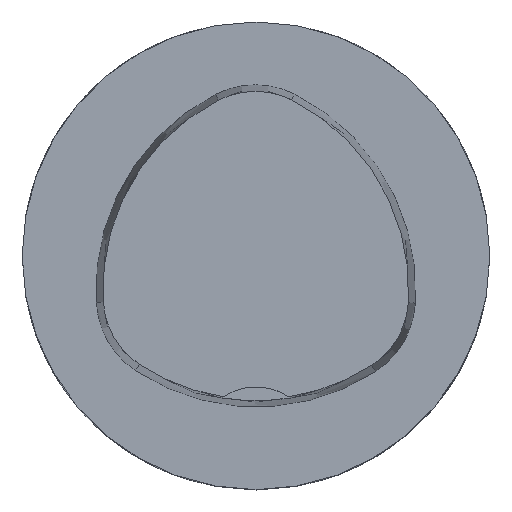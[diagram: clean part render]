
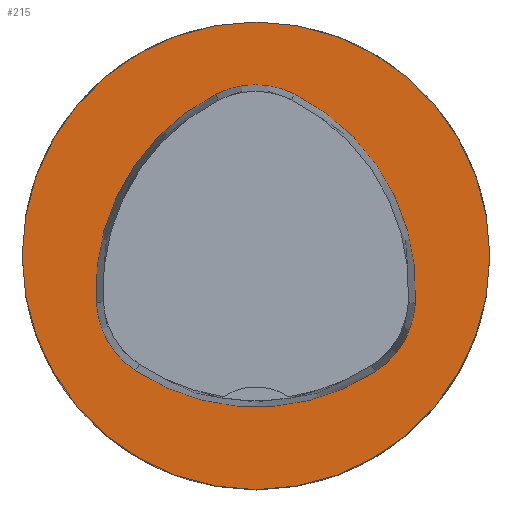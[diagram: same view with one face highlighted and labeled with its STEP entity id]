
A CAD part, top view. The second image highlights one B-rep face of the part: STEP entity #215.
In plain terms, the highlighted planar face has unit normal (0, 0, 1).
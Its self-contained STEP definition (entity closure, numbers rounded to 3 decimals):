
#215=ADVANCED_FACE('',(#424,#425),#258,.T.);
#258=PLANE('',#1222);
#424=FACE_BOUND('',#480,.T.);
#425=FACE_BOUND('',#481,.T.);
#480=EDGE_LOOP('',(#677,#678,#679,#680,#681,#682));
#481=EDGE_LOOP('',(#683));
#677=ORIENTED_EDGE('',*,*,#987,.T.);
#678=ORIENTED_EDGE('',*,*,#967,.T.);
#679=ORIENTED_EDGE('',*,*,#971,.T.);
#680=ORIENTED_EDGE('',*,*,#974,.T.);
#681=ORIENTED_EDGE('',*,*,#977,.T.);
#682=ORIENTED_EDGE('',*,*,#985,.T.);
#683=ORIENTED_EDGE('',*,*,#958,.F.);
#850=VERTEX_POINT('',#1906);
#859=VERTEX_POINT('',#1925);
#860=VERTEX_POINT('',#1926);
#863=VERTEX_POINT('',#1934);
#865=VERTEX_POINT('',#1940);
#867=VERTEX_POINT('',#1946);
#874=VERTEX_POINT('',#1967);
#958=EDGE_CURVE('',#850,#850,#1039,.T.);
#967=EDGE_CURVE('',#859,#860,#1040,.T.);
#971=EDGE_CURVE('',#860,#863,#1042,.T.);
#974=EDGE_CURVE('',#863,#865,#1044,.T.);
#977=EDGE_CURVE('',#865,#867,#1046,.T.);
#985=EDGE_CURVE('',#867,#874,#1050,.T.);
#987=EDGE_CURVE('',#874,#859,#1052,.T.);
#1039=CIRCLE('',#1194,16.);
#1040=CIRCLE('',#1200,15.);
#1042=CIRCLE('',#1203,6.);
#1044=CIRCLE('',#1206,15.);
#1046=CIRCLE('',#1209,6.);
#1050=CIRCLE('',#1214,15.);
#1052=CIRCLE('',#1217,6.);
#1194=AXIS2_PLACEMENT_3D('',#1905,#1418,#1419);
#1200=AXIS2_PLACEMENT_3D('',#1924,#1434,#1435);
#1203=AXIS2_PLACEMENT_3D('',#1933,#1442,#1443);
#1206=AXIS2_PLACEMENT_3D('',#1939,#1449,#1450);
#1209=AXIS2_PLACEMENT_3D('',#1945,#1456,#1457);
#1214=AXIS2_PLACEMENT_3D('',#1968,#1468,#1469);
#1217=AXIS2_PLACEMENT_3D('',#1971,#1474,#1475);
#1222=AXIS2_PLACEMENT_3D('',#1976,#1484,#1485);
#1418=DIRECTION('',(0.,0.,-1.));
#1419=DIRECTION('',(-1.,0.,0.));
#1434=DIRECTION('',(0.,0.,-1.));
#1435=DIRECTION('',(-1.,0.,0.));
#1442=DIRECTION('',(0.,0.,-1.));
#1443=DIRECTION('',(-1.,0.,0.));
#1449=DIRECTION('',(0.,0.,-1.));
#1450=DIRECTION('',(-1.,0.,0.));
#1456=DIRECTION('',(0.,0.,-1.));
#1457=DIRECTION('',(-1.,0.,0.));
#1468=DIRECTION('',(0.,0.,-1.));
#1469=DIRECTION('',(-1.,0.,0.));
#1474=DIRECTION('',(0.,0.,-1.));
#1475=DIRECTION('',(-1.,0.,0.));
#1484=DIRECTION('',(0.,0.,1.));
#1485=DIRECTION('',(1.,0.,0.));
#1905=CARTESIAN_POINT('',(0.,0.,0.));
#1906=CARTESIAN_POINT('',(-16.,0.,0.));
#1924=CARTESIAN_POINT('',(4.048,-2.316,0.));
#1925=CARTESIAN_POINT('',(-10.926,-3.206,0.));
#1926=CARTESIAN_POINT('',(-2.774,11.043,0.));
#1933=CARTESIAN_POINT('',(-0.045,5.7,0.));
#1934=CARTESIAN_POINT('',(2.638,11.066,0.));
#1939=CARTESIAN_POINT('',(-4.07,-2.35,0.));
#1940=CARTESIAN_POINT('',(10.903,-3.249,0.));
#1945=CARTESIAN_POINT('',(4.914,-2.889,0.));
#1946=CARTESIAN_POINT('',(8.177,-7.924,0.));
#1967=CARTESIAN_POINT('',(-8.24,-7.859,0.));
#1968=CARTESIAN_POINT('',(0.019,4.663,0.));
#1971=CARTESIAN_POINT('',(-4.936,-2.85,0.));
#1976=CARTESIAN_POINT('',(0.,0.,0.));
